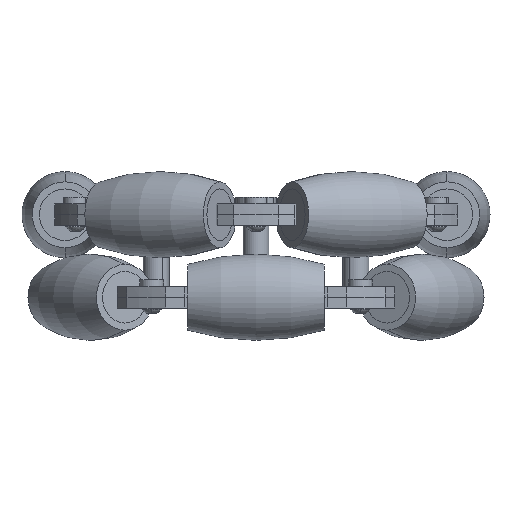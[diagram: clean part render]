
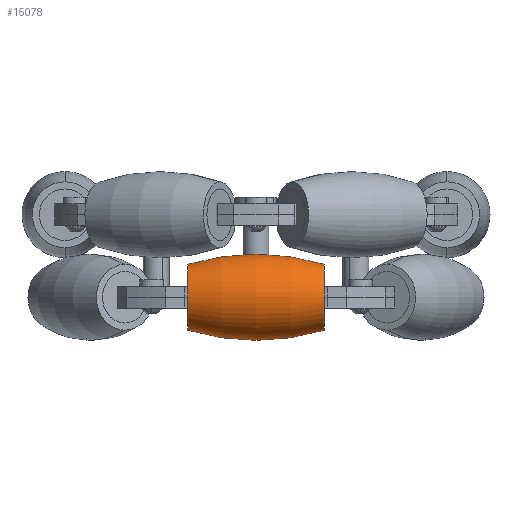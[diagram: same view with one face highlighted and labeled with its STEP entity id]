
A CAD part, front view. The second image highlights one B-rep face of the part: STEP entity #15078.
In plain terms, the highlighted toroidal (fillet/blend) face has major radius 56.3 mm and minor radius 69 mm.
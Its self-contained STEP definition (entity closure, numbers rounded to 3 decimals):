
#912 = CARTESIAN_POINT ( 'NONE',  ( 0., 56.3, 56.3 ) ) ;
#1139 = ORIENTED_EDGE ( 'NONE', *, *, #6153, .F. ) ;
#2271 = EDGE_CURVE ( 'NONE', #10631, #23973, #12992, .T. ) ;
#3531 = DIRECTION ( 'NONE',  ( -1., 0., 0. ) ) ;
#3883 = DIRECTION ( 'NONE',  ( 0., 0., -1. ) ) ;
#6153 = EDGE_CURVE ( 'NONE', #12958, #10631, #10375, .T. ) ;
#7158 = AXIS2_PLACEMENT_3D ( 'NONE', #24332, #12976, #29895 ) ;
#9748 = CIRCLE ( 'NONE', #14423, 69. ) ;
#10375 = CIRCLE ( 'NONE', #12124, 69. ) ;
#10631 = VERTEX_POINT ( 'NONE', #16838 ) ;
#11952 = DIRECTION ( 'NONE',  ( 0., 0., 1. ) ) ;
#12066 = DIRECTION ( 'NONE',  ( 0., 1., 0. ) ) ;
#12124 = AXIS2_PLACEMENT_3D ( 'NONE', #17793, #29024, #3883 ) ;
#12254 = DIRECTION ( 'NONE',  ( 0., 0., 1. ) ) ;
#12622 = EDGE_CURVE ( 'NONE', #12958, #20756, #22099, .T. ) ;
#12677 = CARTESIAN_POINT ( 'NONE',  ( -20.174, 56.3, -9.685 ) ) ;
#12958 = VERTEX_POINT ( 'NONE', #16671 ) ;
#12976 = DIRECTION ( 'NONE',  ( -1., 0., 0. ) ) ;
#12992 = CIRCLE ( 'NONE', #7158, 9.685 ) ;
#13313 = AXIS2_PLACEMENT_3D ( 'NONE', #20543, #14896, #11952 ) ;
#14158 = EDGE_CURVE ( 'NONE', #20756, #23973, #9748, .T. ) ;
#14423 = AXIS2_PLACEMENT_3D ( 'NONE', #912, #12066, #12254 ) ;
#14881 = DIRECTION ( 'NONE',  ( 0., 0., 1. ) ) ;
#14896 = DIRECTION ( 'NONE',  ( -1., 0., 0. ) ) ;
#15078 = ADVANCED_FACE ( 'NONE', ( #31809 ), #30357, .T. ) ;
#16671 = CARTESIAN_POINT ( 'NONE',  ( 20.174, 56.3, 9.685 ) ) ;
#16838 = CARTESIAN_POINT ( 'NONE',  ( -20.174, 56.3, 9.685 ) ) ;
#17609 = CARTESIAN_POINT ( 'NONE',  ( 20.174, 56.3, 0. ) ) ;
#17793 = CARTESIAN_POINT ( 'NONE',  ( 0., 56.3, -56.3 ) ) ;
#20543 = CARTESIAN_POINT ( 'NONE',  ( 0., 56.3, 0. ) ) ;
#20756 = VERTEX_POINT ( 'NONE', #25623 ) ;
#22099 = CIRCLE ( 'NONE', #35084, 9.685 ) ;
#23944 = ORIENTED_EDGE ( 'NONE', *, *, #14158, .T. ) ;
#23973 = VERTEX_POINT ( 'NONE', #12677 ) ;
#24332 = CARTESIAN_POINT ( 'NONE',  ( -20.174, 56.3, 0. ) ) ;
#25623 = CARTESIAN_POINT ( 'NONE',  ( 20.174, 56.3, -9.685 ) ) ;
#29024 = DIRECTION ( 'NONE',  ( 0., -1., 0. ) ) ;
#29895 = DIRECTION ( 'NONE',  ( 0., 0., 1. ) ) ;
#30357 = TOROIDAL_SURFACE ( 'NONE', #13313, -56.3, 69. ) ;
#31645 = EDGE_LOOP ( 'NONE', ( #34529, #23944, #32304, #1139 ) ) ;
#31809 = FACE_OUTER_BOUND ( 'NONE', #31645, .T. ) ;
#32304 = ORIENTED_EDGE ( 'NONE', *, *, #2271, .F. ) ;
#34529 = ORIENTED_EDGE ( 'NONE', *, *, #12622, .T. ) ;
#35084 = AXIS2_PLACEMENT_3D ( 'NONE', #17609, #3531, #14881 ) ;
